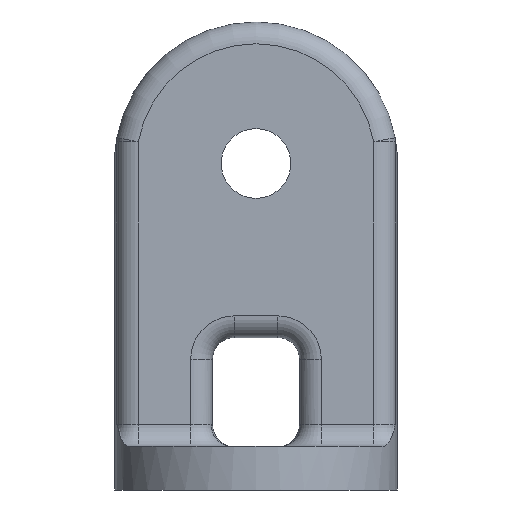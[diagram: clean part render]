
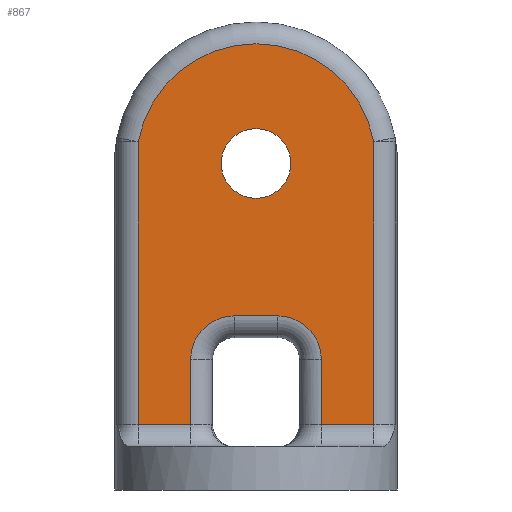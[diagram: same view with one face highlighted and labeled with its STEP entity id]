
A CAD part, left-side view. The second image highlights one B-rep face of the part: STEP entity #867.
In plain terms, the highlighted planar face has unit normal (-1, 0, 0).
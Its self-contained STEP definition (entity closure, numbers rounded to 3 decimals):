
#44=FACE_BOUND('',#223,.T.);
#47=PLANE('',#966);
#63=LINE('',#1454,#102);
#64=LINE('',#1463,#103);
#65=LINE('',#1465,#104);
#66=LINE('',#1467,#105);
#67=LINE('',#1471,#106);
#68=LINE('',#1473,#107);
#69=LINE('',#1474,#108);
#102=VECTOR('',#1134,10.);
#103=VECTOR('',#1145,10.);
#104=VECTOR('',#1146,10.);
#105=VECTOR('',#1147,10.);
#106=VECTOR('',#1150,10.);
#107=VECTOR('',#1151,10.);
#108=VECTOR('',#1152,10.);
#163=FACE_OUTER_BOUND('',#222,.T.);
#222=EDGE_LOOP('',(#603,#604,#605,#606,#607,#608,#609,#610,#611,#612));
#223=EDGE_LOOP('',(#613));
#288=CIRCLE('',#959,2.);
#290=CIRCLE('',#963,2.);
#293=CIRCLE('',#967,5.5);
#294=CIRCLE('',#968,1.6);
#368=VERTEX_POINT('',#1441);
#371=VERTEX_POINT('',#1446);
#372=VERTEX_POINT('',#1450);
#374=VERTEX_POINT('',#1456);
#376=VERTEX_POINT('',#1462);
#377=VERTEX_POINT('',#1464);
#378=VERTEX_POINT('',#1466);
#379=VERTEX_POINT('',#1468);
#380=VERTEX_POINT('',#1470);
#381=VERTEX_POINT('',#1472);
#382=VERTEX_POINT('',#1475);
#452=EDGE_CURVE('',#371,#368,#288,.T.);
#455=EDGE_CURVE('',#368,#372,#63,.T.);
#456=EDGE_CURVE('',#372,#374,#290,.T.);
#459=EDGE_CURVE('',#376,#371,#64,.T.);
#460=EDGE_CURVE('',#377,#376,#65,.T.);
#461=EDGE_CURVE('',#378,#377,#66,.T.);
#462=EDGE_CURVE('',#379,#378,#293,.T.);
#463=EDGE_CURVE('',#380,#379,#67,.T.);
#464=EDGE_CURVE('',#381,#380,#68,.T.);
#465=EDGE_CURVE('',#374,#381,#69,.T.);
#466=EDGE_CURVE('',#382,#382,#294,.T.);
#603=ORIENTED_EDGE('',*,*,#456,.F.);
#604=ORIENTED_EDGE('',*,*,#455,.F.);
#605=ORIENTED_EDGE('',*,*,#452,.F.);
#606=ORIENTED_EDGE('',*,*,#459,.F.);
#607=ORIENTED_EDGE('',*,*,#460,.F.);
#608=ORIENTED_EDGE('',*,*,#461,.F.);
#609=ORIENTED_EDGE('',*,*,#462,.F.);
#610=ORIENTED_EDGE('',*,*,#463,.F.);
#611=ORIENTED_EDGE('',*,*,#464,.F.);
#612=ORIENTED_EDGE('',*,*,#465,.F.);
#613=ORIENTED_EDGE('',*,*,#466,.T.);
#867=ADVANCED_FACE('',(#163,#44),#47,.F.);
#959=AXIS2_PLACEMENT_3D('',#1448,#1127,#1128);
#963=AXIS2_PLACEMENT_3D('',#1457,#1137,#1138);
#966=AXIS2_PLACEMENT_3D('',#1461,#1143,#1144);
#967=AXIS2_PLACEMENT_3D('',#1469,#1148,#1149);
#968=AXIS2_PLACEMENT_3D('',#1476,#1153,#1154);
#1127=DIRECTION('center_axis',(-1.,0.,0.));
#1128=DIRECTION('ref_axis',(0.,-0.873,0.487));
#1134=DIRECTION('',(0.,1.,0.));
#1137=DIRECTION('center_axis',(-1.,0.,0.));
#1138=DIRECTION('ref_axis',(0.,0.873,0.487));
#1143=DIRECTION('center_axis',(1.,0.,0.));
#1144=DIRECTION('ref_axis',(0.,0.,-1.));
#1145=DIRECTION('',(0.,0.,1.));
#1146=DIRECTION('',(0.,1.,0.));
#1147=DIRECTION('',(0.,0.,-1.));
#1148=DIRECTION('center_axis',(1.,0.,0.));
#1149=DIRECTION('ref_axis',(0.,0.,1.));
#1150=DIRECTION('',(0.,0.,1.));
#1151=DIRECTION('',(0.,1.,0.));
#1152=DIRECTION('',(0.,0.,-1.));
#1153=DIRECTION('center_axis',(1.,0.,0.));
#1154=DIRECTION('ref_axis',(0.,-1.,0.));
#1441=CARTESIAN_POINT('',(-2.,-1.,8.));
#1446=CARTESIAN_POINT('',(-2.,-3.,6.));
#1448=CARTESIAN_POINT('Origin',(-2.,-1.,6.));
#1450=CARTESIAN_POINT('',(-2.,1.,8.));
#1454=CARTESIAN_POINT('',(-2.,-1.,8.));
#1456=CARTESIAN_POINT('',(-2.,3.,6.));
#1457=CARTESIAN_POINT('Origin',(-2.,1.,6.));
#1461=CARTESIAN_POINT('Origin',(-2.,0.,11.75));
#1462=CARTESIAN_POINT('',(-2.,-3.,3.));
#1463=CARTESIAN_POINT('',(-2.,-3.,6.875));
#1464=CARTESIAN_POINT('',(-2.,-5.408,3.));
#1465=CARTESIAN_POINT('',(-2.,0.,3.));
#1466=CARTESIAN_POINT('',(-2.,-5.408,16.));
#1467=CARTESIAN_POINT('',(-2.,-5.408,0.));
#1468=CARTESIAN_POINT('',(-2.,5.408,16.));
#1469=CARTESIAN_POINT('Origin',(-2.,0.,15.));
#1470=CARTESIAN_POINT('',(-2.,5.408,3.));
#1471=CARTESIAN_POINT('',(-2.,5.408,0.));
#1472=CARTESIAN_POINT('',(-2.,3.,3.));
#1473=CARTESIAN_POINT('',(-2.,0.,3.));
#1474=CARTESIAN_POINT('',(-2.,3.,9.375));
#1475=CARTESIAN_POINT('',(-2.,1.6,15.));
#1476=CARTESIAN_POINT('Origin',(-2.,0.,15.));
